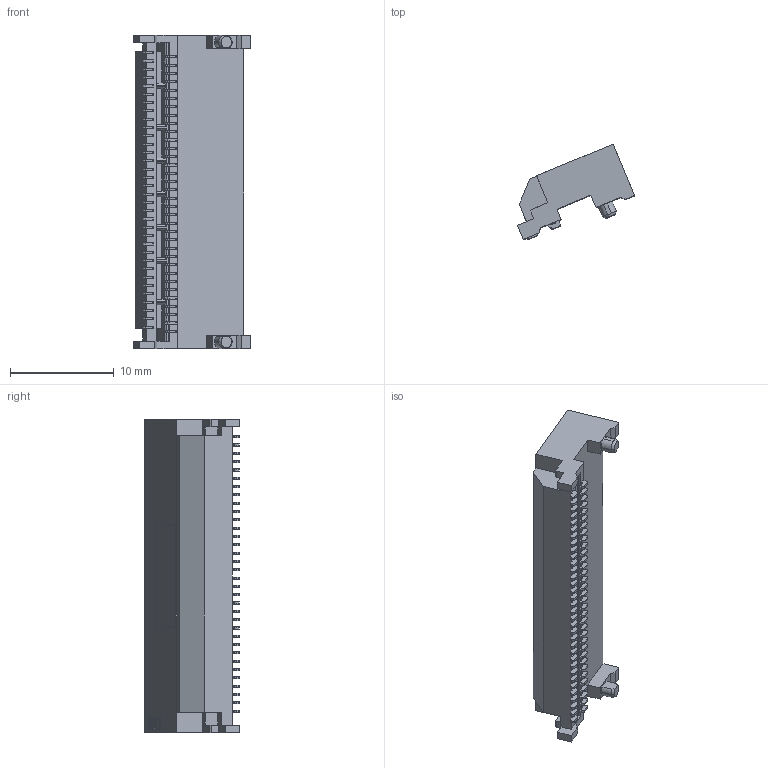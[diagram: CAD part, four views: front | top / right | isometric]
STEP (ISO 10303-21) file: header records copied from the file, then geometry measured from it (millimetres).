
FILE_DESCRIPTION((''),'2;1');
FILE_NAME('755860002','2014-05-30T',('me'),(''),'PRO/ENGINEER BY PARAMETRIC TECHNOLOGY CORPORATION, 2011490','PRO/ENGINEER BY PARAMETRIC TECHNOLOGY CORPORATION, 2011490','');
FILE_SCHEMA(('CONFIG_CONTROL_DESIGN'));
Length unit declared in the file: millimetre
Products named in the file (1): 755860002
Bounding box: 11.26 x 9.17 x 30.2 mm (x, y, z)
Volume: 976.8 mm3; surface area: 1588.8 mm2
Topology: 1 solids, 1 shells, 1504 faces, 4340 edges, 2977 vertices
Faces by surface type: plane 946, cylinder 552, cone 6
Entity records: 49214 total; most frequent: DIRECTION 8594, CARTESIAN_POINT 8573, ORIENTED_EDGE 8128, EDGE_CURVE 4064, VECTOR 3084, LINE 3084, AXIS2_PLACEMENT_3D 2755, VERTEX_POINT 2701
